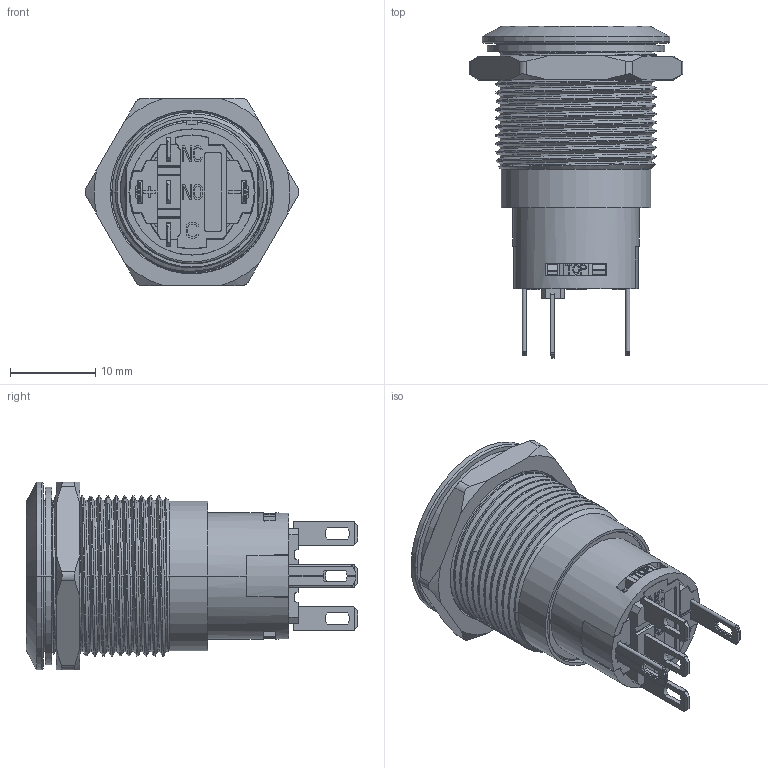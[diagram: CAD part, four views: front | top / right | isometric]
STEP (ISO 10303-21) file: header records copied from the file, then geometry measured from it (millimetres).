
FILE_DESCRIPTION((''),'2; 1');
FILE_NAME('','2023-04-05T15:05:29',(''),(''),'CST STEP Exporter V1.0','Unknown','');
FILE_SCHEMA(('CONFIG_CONTROL_DESIGN'));
Assembly tree (2 placements, depth 2):
  (unnamed)
    (unnamed)
    (unnamed)
Bounding box: 25.09 x 38.95 x 22 mm (x, y, z)
Volume: 7490.4 mm3; surface area: 6823.5 mm2
Topology: 2 solids, 4 shells, 1195 faces, 3317 edges, 2153 vertices
Faces by surface type: plane 897, cylinder 205, bspline 46, cone 28, torus 11, sphere 8
Entity records: 54828 total; most frequent: CARTESIAN_POINT 15757, ORIENTED_EDGE 6634, DIRECTION 5522, EDGE_CURVE 3317, VECTOR 2198, LINE 2198, VERTEX_POINT 2153, AXIS2_PLACEMENT_3D 1662
